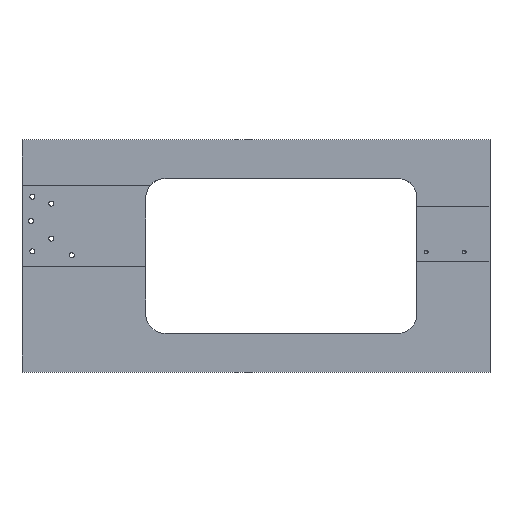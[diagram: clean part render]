
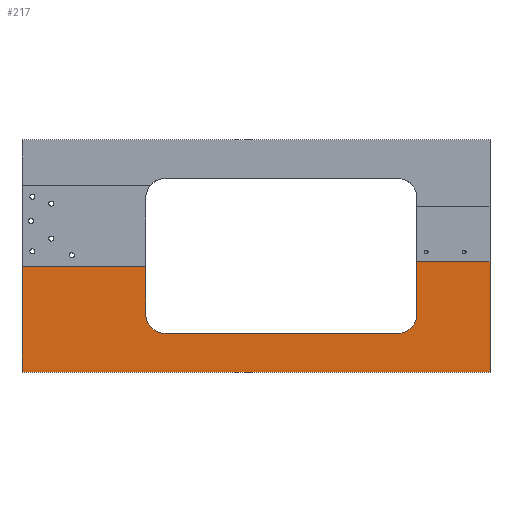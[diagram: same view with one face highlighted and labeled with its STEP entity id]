
A CAD part, top view. The second image highlights one B-rep face of the part: STEP entity #217.
In plain terms, the highlighted planar face has unit normal (0, 0, 1).
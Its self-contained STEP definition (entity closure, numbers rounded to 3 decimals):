
#178=CIRCLE('',#1107,12.7);
#179=CIRCLE('',#1108,12.7);
#217=ADVANCED_FACE('',(#303),#278,.T.);
#278=PLANE('',#1109);
#303=FACE_OUTER_BOUND('',#353,.T.);
#353=EDGE_LOOP('',(#492,#493,#494,#495,#496,#497,#498,#499,#500,#501));
#492=ORIENTED_EDGE('',*,*,#805,.F.);
#493=ORIENTED_EDGE('',*,*,#849,.T.);
#494=ORIENTED_EDGE('',*,*,#852,.F.);
#495=ORIENTED_EDGE('',*,*,#853,.F.);
#496=ORIENTED_EDGE('',*,*,#854,.T.);
#497=ORIENTED_EDGE('',*,*,#855,.T.);
#498=ORIENTED_EDGE('',*,*,#856,.T.);
#499=ORIENTED_EDGE('',*,*,#857,.T.);
#500=ORIENTED_EDGE('',*,*,#858,.T.);
#501=ORIENTED_EDGE('',*,*,#859,.T.);
#700=VERTEX_POINT('',#1517);
#701=VERTEX_POINT('',#1519);
#742=VERTEX_POINT('',#1607);
#743=VERTEX_POINT('',#1613);
#744=VERTEX_POINT('',#1615);
#745=VERTEX_POINT('',#1617);
#746=VERTEX_POINT('',#1619);
#747=VERTEX_POINT('',#1621);
#748=VERTEX_POINT('',#1623);
#749=VERTEX_POINT('',#1625);
#805=EDGE_CURVE('',#700,#701,#936,.T.);
#849=EDGE_CURVE('',#700,#742,#957,.T.);
#852=EDGE_CURVE('',#743,#742,#960,.T.);
#853=EDGE_CURVE('',#744,#743,#961,.T.);
#854=EDGE_CURVE('',#744,#745,#962,.T.);
#855=EDGE_CURVE('',#745,#746,#178,.T.);
#856=EDGE_CURVE('',#746,#747,#963,.T.);
#857=EDGE_CURVE('',#747,#748,#179,.T.);
#858=EDGE_CURVE('',#748,#749,#964,.T.);
#859=EDGE_CURVE('',#749,#701,#965,.T.);
#936=LINE('',#1518,#1009);
#957=LINE('',#1606,#1030);
#960=LINE('',#1612,#1033);
#961=LINE('',#1614,#1034);
#962=LINE('',#1616,#1035);
#963=LINE('',#1620,#1036);
#964=LINE('',#1624,#1037);
#965=LINE('',#1626,#1038);
#1009=VECTOR('',#1203,1.);
#1030=VECTOR('',#1276,1.);
#1033=VECTOR('',#1283,1.);
#1034=VECTOR('',#1284,1.);
#1035=VECTOR('',#1285,1.);
#1036=VECTOR('',#1288,1.);
#1037=VECTOR('',#1291,1.);
#1038=VECTOR('',#1292,1.);
#1107=AXIS2_PLACEMENT_3D('',#1618,#1286,#1287);
#1108=AXIS2_PLACEMENT_3D('',#1622,#1289,#1290);
#1109=AXIS2_PLACEMENT_3D('',#1627,#1293,#1294);
#1203=DIRECTION('',(0.,1.,0.));
#1276=DIRECTION('',(1.,0.,0.));
#1283=DIRECTION('',(0.,-1.,0.));
#1284=DIRECTION('',(1.,0.,0.));
#1285=DIRECTION('',(0.,-1.,0.));
#1286=DIRECTION('',(0.,0.,-1.));
#1287=DIRECTION('',(1.,0.,0.));
#1288=DIRECTION('',(-1.,0.,0.));
#1289=DIRECTION('',(0.,0.,-1.));
#1290=DIRECTION('',(1.,0.,0.));
#1291=DIRECTION('',(0.,1.,0.));
#1292=DIRECTION('',(-1.,0.,0.));
#1293=DIRECTION('',(0.,0.,1.));
#1294=DIRECTION('',(1.,0.,0.));
#1517=CARTESIAN_POINT('',(-8.,0.,25.4));
#1518=CARTESIAN_POINT('',(-8.,48.,25.4));
#1519=CARTESIAN_POINT('',(-8.,69.5,25.4));
#1606=CARTESIAN_POINT('',(0.,0.,25.4));
#1607=CARTESIAN_POINT('',(300.109,0.,25.4));
#1612=CARTESIAN_POINT('',(300.109,152.9,25.4));
#1613=CARTESIAN_POINT('',(300.109,72.601,25.4));
#1614=CARTESIAN_POINT('',(250.509,72.601,25.4));
#1615=CARTESIAN_POINT('',(252.009,72.601,25.4));
#1616=CARTESIAN_POINT('',(252.009,127.5,25.4));
#1617=CARTESIAN_POINT('',(252.009,38.1,25.4));
#1618=CARTESIAN_POINT('',(239.309,38.1,25.4));
#1619=CARTESIAN_POINT('',(239.309,25.4,25.4));
#1620=CARTESIAN_POINT('',(252.009,25.4,25.4));
#1621=CARTESIAN_POINT('',(86.2,25.4,25.4));
#1622=CARTESIAN_POINT('',(86.2,38.1,25.4));
#1623=CARTESIAN_POINT('',(73.5,38.1,25.4));
#1624=CARTESIAN_POINT('',(73.5,25.4,25.4));
#1625=CARTESIAN_POINT('',(73.5,69.5,25.4));
#1626=CARTESIAN_POINT('',(75.,69.5,25.4));
#1627=CARTESIAN_POINT('',(0.,0.,25.4));
